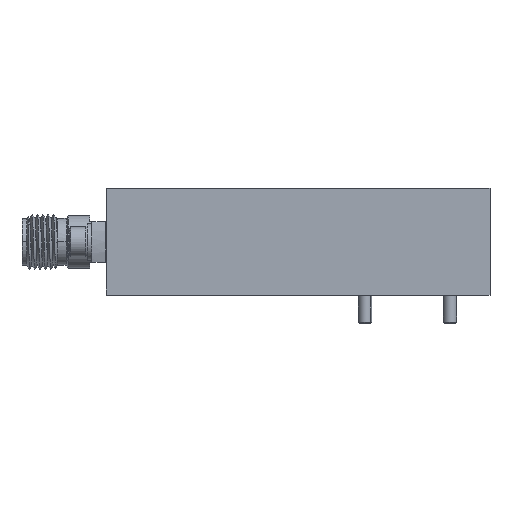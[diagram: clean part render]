
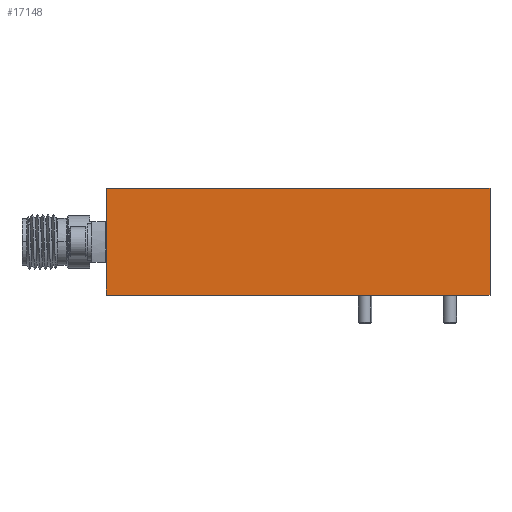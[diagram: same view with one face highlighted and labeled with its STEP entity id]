
A CAD part, top view. The second image highlights one B-rep face of the part: STEP entity #17148.
In plain terms, the highlighted planar face has unit normal (0, 0, 1).
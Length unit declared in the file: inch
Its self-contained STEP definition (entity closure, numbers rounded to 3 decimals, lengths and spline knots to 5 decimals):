
#436 = LINE ( 'NONE', #18681, #11963 ) ;
#456 = VERTEX_POINT ( 'NONE', #12892 ) ;
#935 = EDGE_LOOP ( 'NONE', ( #6768, #9156, #3346, #2046 ) ) ;
#1124 = PLANE ( 'NONE',  #12145 ) ;
#1734 = CARTESIAN_POINT ( 'NONE',  ( -0.9, 0.5, 0.55 ) ) ;
#2046 = ORIENTED_EDGE ( 'NONE', *, *, #17356, .T. ) ;
#2755 = LINE ( 'NONE', #1734, #14490 ) ;
#3346 = ORIENTED_EDGE ( 'NONE', *, *, #6382, .F. ) ;
#3837 = VERTEX_POINT ( 'NONE', #19586 ) ;
#3962 = EDGE_CURVE ( 'NONE', #8188, #3837, #13303, .T. ) ;
#4155 = DIRECTION ( 'NONE',  ( -1., 0., 0. ) ) ;
#4514 = FACE_OUTER_BOUND ( 'NONE', #935, .T. ) ;
#5608 = DIRECTION ( 'NONE',  ( 1., 0., 0. ) ) ;
#5836 = VECTOR ( 'NONE', #5608, 39.37008 ) ;
#6382 = EDGE_CURVE ( 'NONE', #456, #19411, #14970, .T. ) ;
#6768 = ORIENTED_EDGE ( 'NONE', *, *, #3962, .T. ) ;
#7523 = EDGE_CURVE ( 'NONE', #19411, #3837, #436, .T. ) ;
#8188 = VERTEX_POINT ( 'NONE', #20109 ) ;
#8684 = CARTESIAN_POINT ( 'NONE',  ( 0.9, 0., 0.55 ) ) ;
#9156 = ORIENTED_EDGE ( 'NONE', *, *, #7523, .F. ) ;
#10229 = VECTOR ( 'NONE', #20392, 39.37008 ) ;
#11963 = VECTOR ( 'NONE', #15587, 39.37008 ) ;
#12145 = AXIS2_PLACEMENT_3D ( 'NONE', #12310, #16940, #4155 ) ;
#12310 = CARTESIAN_POINT ( 'NONE',  ( 0.9, 0.5, 0.55 ) ) ;
#12892 = CARTESIAN_POINT ( 'NONE',  ( -0.9, 0.5, 0.55 ) ) ;
#13303 = LINE ( 'NONE', #8684, #5836 ) ;
#14463 = CARTESIAN_POINT ( 'NONE',  ( 0.9, 0.5, 0.55 ) ) ;
#14490 = VECTOR ( 'NONE', #14604, 39.37008 ) ;
#14604 = DIRECTION ( 'NONE',  ( 0., -1., 0. ) ) ;
#14970 = LINE ( 'NONE', #20329, #10229 ) ;
#15587 = DIRECTION ( 'NONE',  ( 0., -1., 0. ) ) ;
#16940 = DIRECTION ( 'NONE',  ( 0., 0., -1. ) ) ;
#17148 = ADVANCED_FACE ( 'NONE', ( #4514 ), #1124, .F. ) ;
#17356 = EDGE_CURVE ( 'NONE', #456, #8188, #2755, .T. ) ;
#18681 = CARTESIAN_POINT ( 'NONE',  ( 0.9, 0.5, 0.55 ) ) ;
#19411 = VERTEX_POINT ( 'NONE', #14463 ) ;
#19586 = CARTESIAN_POINT ( 'NONE',  ( 0.9, 0., 0.55 ) ) ;
#20109 = CARTESIAN_POINT ( 'NONE',  ( -0.9, 0., 0.55 ) ) ;
#20329 = CARTESIAN_POINT ( 'NONE',  ( 0.9, 0.5, 0.55 ) ) ;
#20392 = DIRECTION ( 'NONE',  ( 1., 0., 0. ) ) ;
